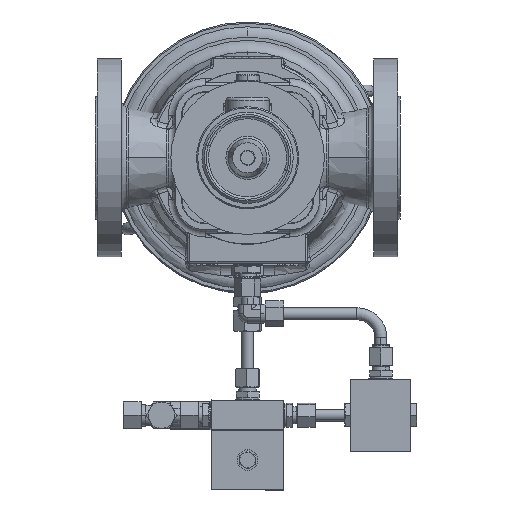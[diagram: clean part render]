
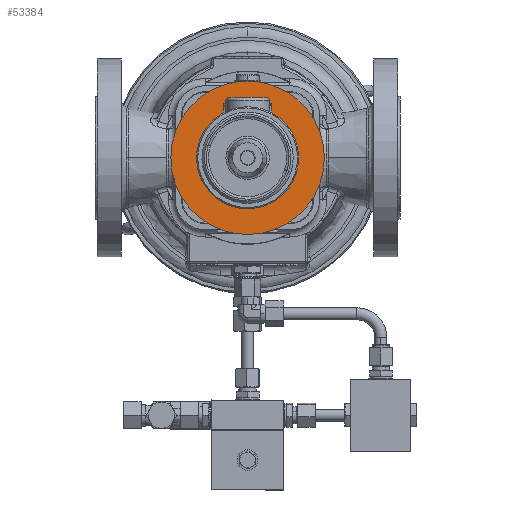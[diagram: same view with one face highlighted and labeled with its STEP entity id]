
A CAD part, front view. The second image highlights one B-rep face of the part: STEP entity #53384.
In plain terms, the highlighted planar face has unit normal (0, -1, 0).
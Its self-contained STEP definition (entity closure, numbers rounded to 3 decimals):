
#770 = FACE_BOUND ( 'NONE', #78172, .T. ) ;
#1300 = ORIENTED_EDGE ( 'NONE', *, *, #8701, .T. ) ;
#1847 = DIRECTION ( 'NONE',  ( -1., 0., 0. ) ) ;
#2322 = CARTESIAN_POINT ( 'NONE',  ( -20.317, -173.647, 304.5 ) ) ;
#2797 = VERTEX_POINT ( 'NONE', #15259 ) ;
#3525 = AXIS2_PLACEMENT_3D ( 'NONE', #87859, #21710, #37518 ) ;
#3824 = EDGE_CURVE ( 'Defeature ausgef�hrt1_1217+Defeature ausgef�hrt1_1233+Defeature ausgef�hrt1_1222+Defeature ausgef�hrt1_1225', #16085, #64615, #87462, .T. ) ;
#8701 = EDGE_CURVE ( 'Defeature ausgef�hrt1_1217+Defeature ausgef�hrt1_1225+Defeature ausgef�hrt1_1233+Defeature ausgef�hrt1_1226', #64615, #57404, #41948, .T. ) ;
#8850 = CARTESIAN_POINT ( 'NONE',  ( 63.583, -173.647, 259.5 ) ) ;
#8968 = ORIENTED_EDGE ( 'NONE', *, *, #43168, .F. ) ;
#10154 = CARTESIAN_POINT ( 'NONE',  ( 19.683, -173.647, 294.078 ) ) ;
#11935 = VECTOR ( 'NONE', #77268, 1000. ) ;
#13790 = ORIENTED_EDGE ( 'NONE', *, *, #69987, .T. ) ;
#14570 = DIRECTION ( 'NONE',  ( 0., 0., 1. ) ) ;
#15259 = CARTESIAN_POINT ( 'NONE',  ( -64.217, -173.647, 259.5 ) ) ;
#16034 = AXIS2_PLACEMENT_3D ( 'NONE', #38556, #89848, #1847 ) ;
#16085 = VERTEX_POINT ( 'NONE', #64220 ) ;
#16649 = CIRCLE ( 'NONE', #16034, 39.946 ) ;
#16880 = ORIENTED_EDGE ( 'NONE', *, *, #3824, .T. ) ;
#17670 = CARTESIAN_POINT ( 'NONE',  ( 19.683, -173.647, 304.5 ) ) ;
#18130 = CARTESIAN_POINT ( 'NONE',  ( -40.263, -173.647, 259.5 ) ) ;
#19367 = EDGE_CURVE ( 'Defeature ausgef�hrt1_1217+Defeature ausgef�hrt1_1222+Defeature ausgef�hrt1_1226+Defeature ausgef�hrt1_1233', #69669, #16085, #82450, .T. ) ;
#20078 = AXIS2_PLACEMENT_3D ( 'NONE', #64993, #86806, #49673 ) ;
#21710 = DIRECTION ( 'NONE',  ( 0., 1., 0. ) ) ;
#23352 = EDGE_CURVE ( 'Defeature ausgef�hrt1_1217+Defeature ausgef�hrt1_1222+Defeature ausgef�hrt1_1226+Defeature ausgef�hrt1_1233', #33655, #69669, #16649, .T. ) ;
#25527 = VERTEX_POINT ( 'NONE', #10154 ) ;
#27358 = CIRCLE ( 'NONE', #82435, 63.9 ) ;
#33032 = CARTESIAN_POINT ( 'NONE',  ( 17.683, -173.647, 304.5 ) ) ;
#33655 = VERTEX_POINT ( 'NONE', #67030 ) ;
#34434 = AXIS2_PLACEMENT_3D ( 'NONE', #74705, #73756, #67682 ) ;
#35617 = DIRECTION ( 'NONE',  ( 0., 1., 0. ) ) ;
#36004 = LINE ( 'NONE', #88387, #89898 ) ;
#36845 = CARTESIAN_POINT ( 'NONE',  ( -20.317, -173.647, 326. ) ) ;
#37518 = DIRECTION ( 'NONE',  ( -1., 0., 0. ) ) ;
#37962 = CARTESIAN_POINT ( 'NONE',  ( -0.317, -173.647, 259.5 ) ) ;
#38276 = DIRECTION ( 'NONE',  ( -1., 0., 0. ) ) ;
#38556 = CARTESIAN_POINT ( 'NONE',  ( -0.317, -173.647, 259.5 ) ) ;
#41948 = LINE ( 'NONE', #33032, #11935 ) ;
#43168 = EDGE_CURVE ( 'Defeature ausgef�hrt1_1243+Defeature ausgef�hrt1_1217+Defeature ausgef�hrt1_1217+Defeature ausgef�hrt1_1217', #2797, #57683, #27358, .T. ) ;
#43907 = ORIENTED_EDGE ( 'NONE', *, *, #23352, .T. ) ;
#49673 = DIRECTION ( 'NONE',  ( -1., 0., 0. ) ) ;
#50077 = CARTESIAN_POINT ( 'NONE',  ( -0.317, -173.647, 259.5 ) ) ;
#53384 = ADVANCED_FACE ( 'Defeature ausgef�hrt1_1217', ( #770, #84637 ), #80284, .F. ) ;
#57103 = ORIENTED_EDGE ( 'NONE', *, *, #19367, .T. ) ;
#57404 = VERTEX_POINT ( 'NONE', #17670 ) ;
#57683 = VERTEX_POINT ( 'NONE', #8850 ) ;
#59486 = EDGE_LOOP ( 'NONE', ( #8968, #87068 ) ) ;
#62361 = CIRCLE ( 'NONE', #3525, 39.946 ) ;
#62429 = AXIS2_PLACEMENT_3D ( 'NONE', #37962, #68021, #38276 ) ;
#63335 = VECTOR ( 'NONE', #14570, 1000. ) ;
#64220 = CARTESIAN_POINT ( 'NONE',  ( -20.317, -173.647, 294.078 ) ) ;
#64615 = VERTEX_POINT ( 'NONE', #2322 ) ;
#64993 = CARTESIAN_POINT ( 'NONE',  ( -0.317, -173.647, 259.5 ) ) ;
#67030 = CARTESIAN_POINT ( 'NONE',  ( 39.628, -173.647, 259.5 ) ) ;
#67682 = DIRECTION ( 'NONE',  ( -1., 0., 0. ) ) ;
#68021 = DIRECTION ( 'NONE',  ( 0., 1., 0. ) ) ;
#69669 = VERTEX_POINT ( 'NONE', #18130 ) ;
#69987 = EDGE_CURVE ( 'Defeature ausgef�hrt1_1217+Defeature ausgef�hrt1_1226+Defeature ausgef�hrt1_1225+Defeature ausgef�hrt1_1222', #57404, #25527, #36004, .T. ) ;
#72400 = DIRECTION ( 'NONE',  ( -1., 0., 0. ) ) ;
#73756 = DIRECTION ( 'NONE',  ( 0., 1., 0. ) ) ;
#74705 = CARTESIAN_POINT ( 'NONE',  ( -0.317, -173.647, 326. ) ) ;
#77268 = DIRECTION ( 'NONE',  ( 1., 0., 0. ) ) ;
#78172 = EDGE_LOOP ( 'NONE', ( #1300, #13790, #80303, #43907, #57103, #16880 ) ) ;
#80284 = PLANE ( 'NONE',  #34434 ) ;
#80303 = ORIENTED_EDGE ( 'NONE', *, *, #94723, .T. ) ;
#82258 = DIRECTION ( 'NONE',  ( 0., 0., -1. ) ) ;
#82435 = AXIS2_PLACEMENT_3D ( 'NONE', #50077, #35617, #72400 ) ;
#82450 = CIRCLE ( 'NONE', #62429, 39.946 ) ;
#84609 = EDGE_CURVE ( 'Defeature ausgef�hrt1_1243+Defeature ausgef�hrt1_1217+Defeature ausgef�hrt1_1217+Defeature ausgef�hrt1_1217', #57683, #2797, #94488, .T. ) ;
#84637 = FACE_OUTER_BOUND ( 'NONE', #59486, .T. ) ;
#86806 = DIRECTION ( 'NONE',  ( 0., 1., 0. ) ) ;
#87068 = ORIENTED_EDGE ( 'NONE', *, *, #84609, .F. ) ;
#87462 = LINE ( 'NONE', #36845, #63335 ) ;
#87859 = CARTESIAN_POINT ( 'NONE',  ( -0.317, -173.647, 259.5 ) ) ;
#88387 = CARTESIAN_POINT ( 'NONE',  ( 19.683, -173.647, 326. ) ) ;
#89848 = DIRECTION ( 'NONE',  ( 0., 1., 0. ) ) ;
#89898 = VECTOR ( 'NONE', #82258, 1000. ) ;
#94488 = CIRCLE ( 'NONE', #20078, 63.9 ) ;
#94723 = EDGE_CURVE ( 'Defeature ausgef�hrt1_1217+Defeature ausgef�hrt1_1222+Defeature ausgef�hrt1_1226+Defeature ausgef�hrt1_1233', #25527, #33655, #62361, .T. ) ;
